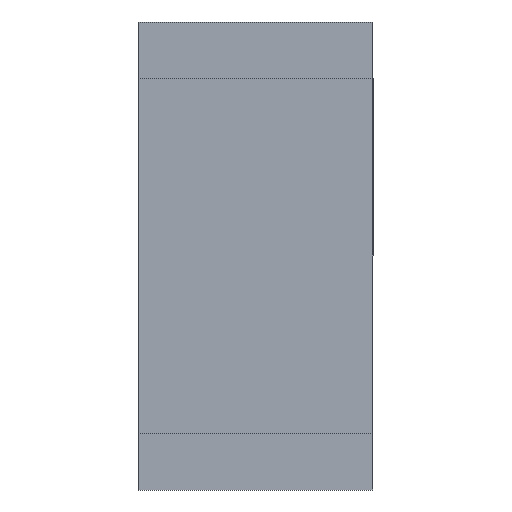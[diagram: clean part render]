
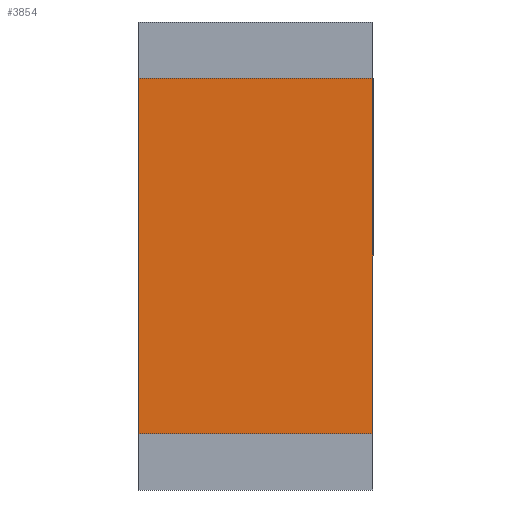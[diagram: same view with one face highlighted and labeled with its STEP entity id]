
A CAD part, front view. The second image highlights one B-rep face of the part: STEP entity #3854.
In plain terms, the highlighted planar face has unit normal (0, -1, 0).
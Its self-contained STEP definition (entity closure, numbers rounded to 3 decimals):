
#18 = DIRECTION ( 'NONE',  ( 0., 0., 1. ) ) ;
#208 = EDGE_CURVE ( 'NONE', #4395, #1666, #4847, .T. ) ;
#387 = VERTEX_POINT ( 'NONE', #5026 ) ;
#467 = EDGE_CURVE ( 'NONE', #1666, #4310, #1540, .T. ) ;
#775 = PLANE ( 'NONE',  #3380 ) ;
#803 = DIRECTION ( 'NONE',  ( 0., 1., 0. ) ) ;
#1204 = CARTESIAN_POINT ( 'NONE',  ( 1.25, -0.29, 2.49 ) ) ;
#1382 = CARTESIAN_POINT ( 'NONE',  ( 6.264, -0.29, -2.49 ) ) ;
#1492 = ORIENTED_EDGE ( 'NONE', *, *, #2035, .F. ) ;
#1540 = LINE ( 'NONE', #3113, #4977 ) ;
#1666 = VERTEX_POINT ( 'NONE', #4211 ) ;
#1736 = ORIENTED_EDGE ( 'NONE', *, *, #208, .F. ) ;
#1987 = FACE_OUTER_BOUND ( 'NONE', #1995, .T. ) ;
#1995 = EDGE_LOOP ( 'NONE', ( #1492, #4698, #2834, #1736 ) ) ;
#2035 = EDGE_CURVE ( 'NONE', #387, #4395, #4694, .T. ) ;
#2307 = CARTESIAN_POINT ( 'NONE',  ( 6.264, -0.29, 2.49 ) ) ;
#2357 = DIRECTION ( 'NONE',  ( 0., 0., -1. ) ) ;
#2438 = CARTESIAN_POINT ( 'NONE',  ( 1.25, -0.29, -2.49 ) ) ;
#2625 = EDGE_CURVE ( 'NONE', #387, #4310, #4954, .T. ) ;
#2834 = ORIENTED_EDGE ( 'NONE', *, *, #467, .F. ) ;
#3113 = CARTESIAN_POINT ( 'NONE',  ( -1.25, -0.29, 2.49 ) ) ;
#3380 = AXIS2_PLACEMENT_3D ( 'NONE', #2307, #803, #3828 ) ;
#3653 = DIRECTION ( 'NONE',  ( -1., 0., 0. ) ) ;
#3828 = DIRECTION ( 'NONE',  ( 0., 0., 1. ) ) ;
#3854 = ADVANCED_FACE ( 'NONE', ( #1987 ), #775, .F. ) ;
#3956 = VECTOR ( 'NONE', #4608, 1000. ) ;
#4119 = CARTESIAN_POINT ( 'NONE',  ( 6.264, -0.29, 2.49 ) ) ;
#4167 = VECTOR ( 'NONE', #3653, 1000. ) ;
#4211 = CARTESIAN_POINT ( 'NONE',  ( -1.25, -0.29, -2.49 ) ) ;
#4310 = VERTEX_POINT ( 'NONE', #4904 ) ;
#4395 = VERTEX_POINT ( 'NONE', #2438 ) ;
#4507 = VECTOR ( 'NONE', #2357, 1000. ) ;
#4608 = DIRECTION ( 'NONE',  ( -1., 0., 0. ) ) ;
#4694 = LINE ( 'NONE', #1204, #4507 ) ;
#4698 = ORIENTED_EDGE ( 'NONE', *, *, #2625, .T. ) ;
#4847 = LINE ( 'NONE', #1382, #4167 ) ;
#4904 = CARTESIAN_POINT ( 'NONE',  ( -1.25, -0.29, 2.49 ) ) ;
#4954 = LINE ( 'NONE', #4119, #3956 ) ;
#4977 = VECTOR ( 'NONE', #18, 1000. ) ;
#5026 = CARTESIAN_POINT ( 'NONE',  ( 1.25, -0.29, 2.49 ) ) ;
